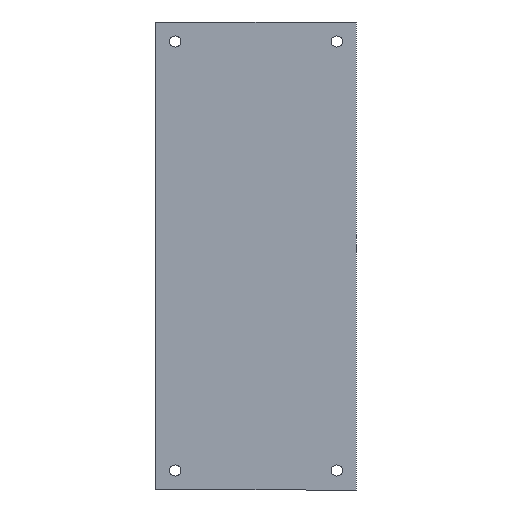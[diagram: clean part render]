
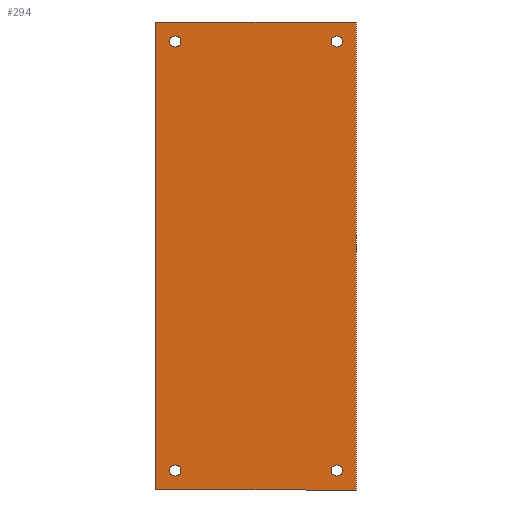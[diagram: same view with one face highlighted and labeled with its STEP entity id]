
A CAD part, front view. The second image highlights one B-rep face of the part: STEP entity #294.
In plain terms, the highlighted planar face has unit normal (0, -1, 0).
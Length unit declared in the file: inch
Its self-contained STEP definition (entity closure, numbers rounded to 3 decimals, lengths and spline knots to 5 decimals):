
#3 = DIRECTION ( 'NONE',  ( 0., 0., 1. ) ) ;
#4 = AXIS2_PLACEMENT_3D ( 'NONE', #297, #418, #305 ) ;
#5 = DIRECTION ( 'NONE',  ( 0., 0., -1. ) ) ;
#13 = DIRECTION ( 'NONE',  ( 0., 0., 1. ) ) ;
#30 = EDGE_LOOP ( 'NONE', ( #353, #456, #109, #361 ) ) ;
#31 = CIRCLE ( 'NONE', #295, 0.25 ) ;
#37 = CARTESIAN_POINT ( 'NONE',  ( 3.625, 0., -9.375 ) ) ;
#39 = ORIENTED_EDGE ( 'NONE', *, *, #162, .T. ) ;
#55 = PLANE ( 'NONE',  #332 ) ;
#62 = LINE ( 'NONE', #374, #490 ) ;
#63 = VERTEX_POINT ( 'NONE', #315 ) ;
#68 = VERTEX_POINT ( 'NONE', #151 ) ;
#73 = CIRCLE ( 'NONE', #528, 0.25 ) ;
#76 = EDGE_CURVE ( 'NONE', #68, #156, #464, .T. ) ;
#78 = LINE ( 'NONE', #96, #489 ) ;
#91 = CARTESIAN_POINT ( 'NONE',  ( -3.625, 0., -9.875 ) ) ;
#93 = FACE_BOUND ( 'NONE', #165, .T. ) ;
#96 = CARTESIAN_POINT ( 'NONE',  ( 4.5, 0., 10.5 ) ) ;
#98 = DIRECTION ( 'NONE',  ( 0., 1., 0. ) ) ;
#108 = VERTEX_POINT ( 'NONE', #460 ) ;
#109 = ORIENTED_EDGE ( 'NONE', *, *, #415, .F. ) ;
#110 = EDGE_CURVE ( 'NONE', #468, #396, #453, .T. ) ;
#118 = DIRECTION ( 'NONE',  ( -1., 0., 0. ) ) ;
#126 = DIRECTION ( 'NONE',  ( 0., 1., 0. ) ) ;
#127 = ORIENTED_EDGE ( 'NONE', *, *, #231, .T. ) ;
#129 = CARTESIAN_POINT ( 'NONE',  ( -4.5, 0., -10.5 ) ) ;
#133 = ORIENTED_EDGE ( 'NONE', *, *, #478, .T. ) ;
#135 = DIRECTION ( 'NONE',  ( 0., 1., 0. ) ) ;
#137 = EDGE_LOOP ( 'NONE', ( #403, #289 ) ) ;
#138 = DIRECTION ( 'NONE',  ( 0., 0., 1. ) ) ;
#139 = FACE_BOUND ( 'NONE', #154, .T. ) ;
#145 = CARTESIAN_POINT ( 'NONE',  ( 3.625, 0., -9.625 ) ) ;
#148 = VERTEX_POINT ( 'NONE', #129 ) ;
#151 = CARTESIAN_POINT ( 'NONE',  ( 3.625, 0., 9.875 ) ) ;
#154 = EDGE_LOOP ( 'NONE', ( #482, #486 ) ) ;
#156 = VERTEX_POINT ( 'NONE', #330 ) ;
#162 = EDGE_CURVE ( 'NONE', #63, #232, #73, .T. ) ;
#165 = EDGE_LOOP ( 'NONE', ( #127, #133 ) ) ;
#166 = VERTEX_POINT ( 'NONE', #407 ) ;
#168 = CARTESIAN_POINT ( 'NONE',  ( -3.625, 0., 9.375 ) ) ;
#184 = CARTESIAN_POINT ( 'NONE',  ( -3.625, 0., 9.625 ) ) ;
#198 = EDGE_CURVE ( 'NONE', #491, #166, #78, .T. ) ;
#204 = CARTESIAN_POINT ( 'NONE',  ( -4.5, 0., 10.5 ) ) ;
#221 = DIRECTION ( 'NONE',  ( 0., -1., 0. ) ) ;
#226 = DIRECTION ( 'NONE',  ( 0., 0., 1. ) ) ;
#227 = VECTOR ( 'NONE', #365, 39.37008 ) ;
#229 = LINE ( 'NONE', #204, #246 ) ;
#231 = EDGE_CURVE ( 'NONE', #283, #343, #31, .T. ) ;
#232 = VERTEX_POINT ( 'NONE', #91 ) ;
#241 = EDGE_CURVE ( 'NONE', #396, #468, #339, .T. ) ;
#246 = VECTOR ( 'NONE', #450, 39.37008 ) ;
#252 = DIRECTION ( 'NONE',  ( 0., 1., 0. ) ) ;
#256 = CARTESIAN_POINT ( 'NONE',  ( -3.625, 0., -9.625 ) ) ;
#263 = DIRECTION ( 'NONE',  ( 0., 1., 0. ) ) ;
#282 = FACE_BOUND ( 'NONE', #137, .T. ) ;
#283 = VERTEX_POINT ( 'NONE', #379 ) ;
#289 = ORIENTED_EDGE ( 'NONE', *, *, #483, .T. ) ;
#294 = ADVANCED_FACE ( 'NONE', ( #375, #282, #139, #446, #93 ), #55, .T. ) ;
#295 = AXIS2_PLACEMENT_3D ( 'NONE', #184, #263, #13 ) ;
#297 = CARTESIAN_POINT ( 'NONE',  ( 3.625, 0., 9.625 ) ) ;
#305 = DIRECTION ( 'NONE',  ( 0., 0., 1. ) ) ;
#308 = DIRECTION ( 'NONE',  ( 1., 0., 0. ) ) ;
#311 = AXIS2_PLACEMENT_3D ( 'NONE', #409, #410, #3 ) ;
#312 = CIRCLE ( 'NONE', #358, 0.25 ) ;
#315 = CARTESIAN_POINT ( 'NONE',  ( -3.625, 0., -9.375 ) ) ;
#316 = EDGE_CURVE ( 'NONE', #166, #108, #445, .T. ) ;
#324 = CARTESIAN_POINT ( 'NONE',  ( 3.625, 0., -9.875 ) ) ;
#330 = CARTESIAN_POINT ( 'NONE',  ( 3.625, 0., 9.375 ) ) ;
#332 = AXIS2_PLACEMENT_3D ( 'NONE', #344, #221, #5 ) ;
#333 = CIRCLE ( 'NONE', #4, 0.25 ) ;
#339 = CIRCLE ( 'NONE', #378, 0.25 ) ;
#343 = VERTEX_POINT ( 'NONE', #168 ) ;
#344 = CARTESIAN_POINT ( 'NONE',  ( -4.5, 0., -10.5 ) ) ;
#353 = ORIENTED_EDGE ( 'NONE', *, *, #316, .F. ) ;
#358 = AXIS2_PLACEMENT_3D ( 'NONE', #256, #98, #138 ) ;
#361 = ORIENTED_EDGE ( 'NONE', *, *, #442, .F. ) ;
#365 = DIRECTION ( 'NONE',  ( 0., 0., -1. ) ) ;
#374 = CARTESIAN_POINT ( 'NONE',  ( -4.5, 0., -10.5 ) ) ;
#375 = FACE_OUTER_BOUND ( 'NONE', #30, .T. ) ;
#378 = AXIS2_PLACEMENT_3D ( 'NONE', #145, #135, #470 ) ;
#379 = CARTESIAN_POINT ( 'NONE',  ( -3.625, 0., 9.875 ) ) ;
#385 = EDGE_LOOP ( 'NONE', ( #39, #504 ) ) ;
#396 = VERTEX_POINT ( 'NONE', #324 ) ;
#398 = CARTESIAN_POINT ( 'NONE',  ( 3.625, 0., 9.625 ) ) ;
#403 = ORIENTED_EDGE ( 'NONE', *, *, #76, .T. ) ;
#407 = CARTESIAN_POINT ( 'NONE',  ( 4.5, 0., 10.5 ) ) ;
#409 = CARTESIAN_POINT ( 'NONE',  ( 3.625, 0., -9.625 ) ) ;
#410 = DIRECTION ( 'NONE',  ( 0., 1., 0. ) ) ;
#415 = EDGE_CURVE ( 'NONE', #148, #491, #229, .T. ) ;
#416 = CARTESIAN_POINT ( 'NONE',  ( -3.625, 0., 9.625 ) ) ;
#418 = DIRECTION ( 'NONE',  ( 0., 1., 0. ) ) ;
#422 = AXIS2_PLACEMENT_3D ( 'NONE', #398, #516, #226 ) ;
#424 = CIRCLE ( 'NONE', #447, 0.25 ) ;
#442 = EDGE_CURVE ( 'NONE', #108, #148, #62, .T. ) ;
#445 = LINE ( 'NONE', #535, #227 ) ;
#446 = FACE_BOUND ( 'NONE', #385, .T. ) ;
#447 = AXIS2_PLACEMENT_3D ( 'NONE', #416, #252, #510 ) ;
#450 = DIRECTION ( 'NONE',  ( 0., 0., 1. ) ) ;
#453 = CIRCLE ( 'NONE', #311, 0.25 ) ;
#456 = ORIENTED_EDGE ( 'NONE', *, *, #198, .F. ) ;
#460 = CARTESIAN_POINT ( 'NONE',  ( 4.5, 0., -10.5 ) ) ;
#464 = CIRCLE ( 'NONE', #422, 0.25 ) ;
#468 = VERTEX_POINT ( 'NONE', #37 ) ;
#470 = DIRECTION ( 'NONE',  ( 0., 0., 1. ) ) ;
#478 = EDGE_CURVE ( 'NONE', #343, #283, #424, .T. ) ;
#482 = ORIENTED_EDGE ( 'NONE', *, *, #110, .T. ) ;
#483 = EDGE_CURVE ( 'NONE', #156, #68, #333, .T. ) ;
#486 = ORIENTED_EDGE ( 'NONE', *, *, #241, .T. ) ;
#489 = VECTOR ( 'NONE', #308, 39.37008 ) ;
#490 = VECTOR ( 'NONE', #118, 39.37008 ) ;
#491 = VERTEX_POINT ( 'NONE', #496 ) ;
#496 = CARTESIAN_POINT ( 'NONE',  ( -4.5, 0., 10.5 ) ) ;
#497 = CARTESIAN_POINT ( 'NONE',  ( -3.625, 0., -9.625 ) ) ;
#504 = ORIENTED_EDGE ( 'NONE', *, *, #525, .T. ) ;
#510 = DIRECTION ( 'NONE',  ( 0., 0., 1. ) ) ;
#516 = DIRECTION ( 'NONE',  ( 0., 1., 0. ) ) ;
#525 = EDGE_CURVE ( 'NONE', #232, #63, #312, .T. ) ;
#528 = AXIS2_PLACEMENT_3D ( 'NONE', #497, #126, #531 ) ;
#531 = DIRECTION ( 'NONE',  ( 0., 0., 1. ) ) ;
#535 = CARTESIAN_POINT ( 'NONE',  ( 4.5, 0., -10.5 ) ) ;
